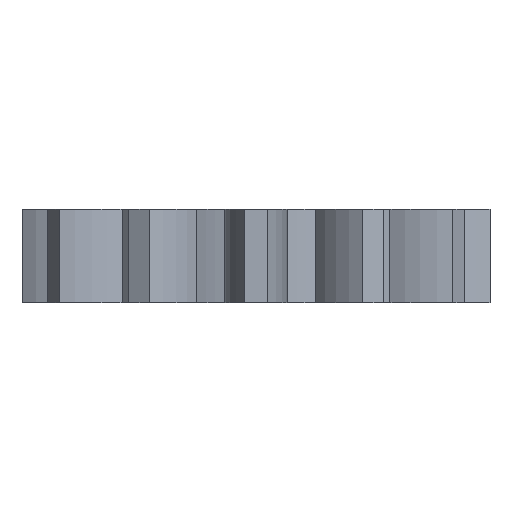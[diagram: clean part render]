
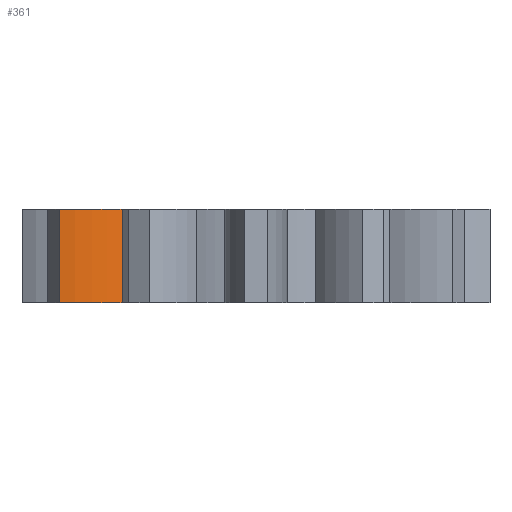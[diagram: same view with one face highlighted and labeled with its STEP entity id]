
A CAD part, left-side view. The second image highlights one B-rep face of the part: STEP entity #361.
In plain terms, the highlighted cylindrical face has radius 10 mm (diameter 20 mm), a partial arc.
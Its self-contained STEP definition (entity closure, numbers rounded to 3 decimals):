
#5 = CARTESIAN_POINT ( 'NONE',  ( -0.887, 16.177, 8. ) ) ;
#115 = EDGE_CURVE ( 'NONE', #1653, #1511, #422, .T. ) ;
#152 = ORIENTED_EDGE ( 'NONE', *, *, #1729, .F. ) ;
#278 = CARTESIAN_POINT ( 'NONE',  ( -9.696, 11.445, 8. ) ) ;
#300 = CARTESIAN_POINT ( 'NONE',  ( -9.696, 11.445, 0. ) ) ;
#317 = VERTEX_POINT ( 'NONE', #1135 ) ;
#325 = DIRECTION ( 'NONE',  ( 0., 0., -1. ) ) ;
#361 = ADVANCED_FACE ( 'NONE', ( #1660 ), #611, .T. ) ;
#371 = CARTESIAN_POINT ( 'NONE',  ( -9.696, 11.445, 8. ) ) ;
#422 = CIRCLE ( 'NONE', #976, 10. ) ;
#518 = DIRECTION ( 'NONE',  ( 0., 0., -1. ) ) ;
#611 = CYLINDRICAL_SURFACE ( 'NONE', #892, 10. ) ;
#633 = LINE ( 'NONE', #1163, #1418 ) ;
#677 = DIRECTION ( 'NONE',  ( 0., 0., 1. ) ) ;
#754 = AXIS2_PLACEMENT_3D ( 'NONE', #925, #896, #1466 ) ;
#780 = ORIENTED_EDGE ( 'NONE', *, *, #1067, .T. ) ;
#892 = AXIS2_PLACEMENT_3D ( 'NONE', #1376, #325, #1028 ) ;
#896 = DIRECTION ( 'NONE',  ( 0., 0., 1. ) ) ;
#925 = CARTESIAN_POINT ( 'NONE',  ( -0.887, 16.177, 0. ) ) ;
#976 = AXIS2_PLACEMENT_3D ( 'NONE', #5, #677, #1221 ) ;
#991 = EDGE_CURVE ( 'NONE', #1653, #317, #633, .T. ) ;
#1028 = DIRECTION ( 'NONE',  ( -1., 0., 0. ) ) ;
#1046 = EDGE_LOOP ( 'NONE', ( #780, #152, #1619, #1050 ) ) ;
#1050 = ORIENTED_EDGE ( 'NONE', *, *, #991, .T. ) ;
#1067 = EDGE_CURVE ( 'NONE', #317, #1440, #1479, .T. ) ;
#1135 = CARTESIAN_POINT ( 'NONE',  ( -10.866, 16.821, 0. ) ) ;
#1163 = CARTESIAN_POINT ( 'NONE',  ( -10.866, 16.821, 8. ) ) ;
#1221 = DIRECTION ( 'NONE',  ( 1., 0., 0. ) ) ;
#1376 = CARTESIAN_POINT ( 'NONE',  ( -0.887, 16.177, 8. ) ) ;
#1418 = VECTOR ( 'NONE', #518, 1000. ) ;
#1440 = VERTEX_POINT ( 'NONE', #300 ) ;
#1466 = DIRECTION ( 'NONE',  ( 1., 0., 0. ) ) ;
#1475 = LINE ( 'NONE', #278, #1506 ) ;
#1479 = CIRCLE ( 'NONE', #754, 10. ) ;
#1506 = VECTOR ( 'NONE', #1546, 1000. ) ;
#1511 = VERTEX_POINT ( 'NONE', #371 ) ;
#1546 = DIRECTION ( 'NONE',  ( 0., 0., -1. ) ) ;
#1619 = ORIENTED_EDGE ( 'NONE', *, *, #115, .F. ) ;
#1642 = CARTESIAN_POINT ( 'NONE',  ( -10.866, 16.821, 8. ) ) ;
#1653 = VERTEX_POINT ( 'NONE', #1642 ) ;
#1660 = FACE_OUTER_BOUND ( 'NONE', #1046, .T. ) ;
#1729 = EDGE_CURVE ( 'NONE', #1511, #1440, #1475, .T. ) ;
